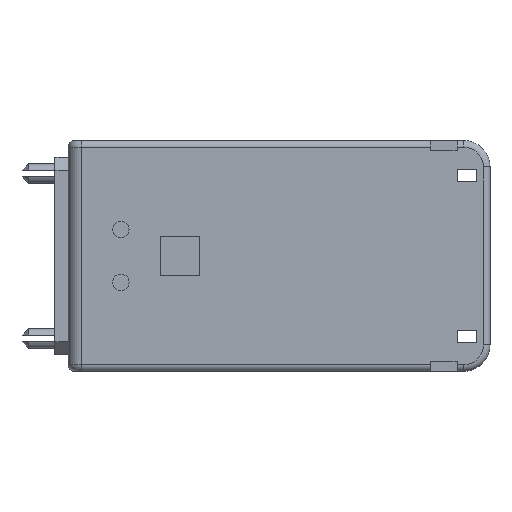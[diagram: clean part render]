
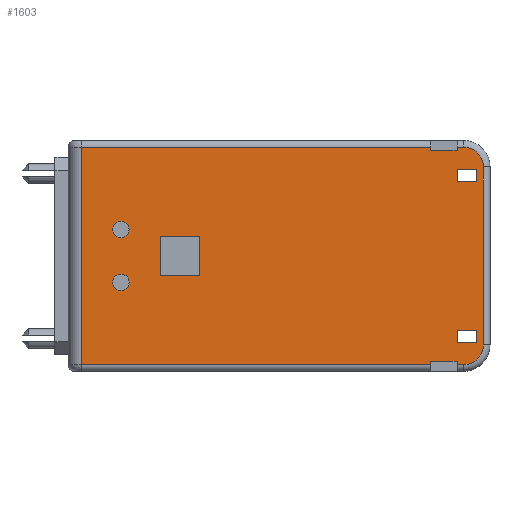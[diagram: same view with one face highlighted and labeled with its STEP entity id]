
A CAD part, top view. The second image highlights one B-rep face of the part: STEP entity #1603.
In plain terms, the highlighted planar face has unit normal (0, 0, 1).
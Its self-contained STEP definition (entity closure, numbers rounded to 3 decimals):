
#74=FACE_BOUND('',#290,.T.);
#75=FACE_BOUND('',#291,.T.);
#76=FACE_BOUND('',#292,.T.);
#77=FACE_BOUND('',#293,.T.);
#78=FACE_BOUND('',#294,.T.);
#115=CIRCLE('',#1731,3.);
#116=CIRCLE('',#1732,3.);
#117=CIRCLE('',#1733,1.25);
#118=CIRCLE('',#1734,1.25);
#187=FACE_OUTER_BOUND('',#289,.T.);
#289=EDGE_LOOP('',(#1255,#1256,#1257,#1258,#1259,#1260,#1261,#1262,#1263,
#1264,#1265,#1266,#1267,#1268));
#290=EDGE_LOOP('',(#1269,#1270,#1271,#1272));
#291=EDGE_LOOP('',(#1273,#1274,#1275,#1276));
#292=EDGE_LOOP('',(#1277));
#293=EDGE_LOOP('',(#1278));
#294=EDGE_LOOP('',(#1279,#1280,#1281,#1282));
#416=LINE('',#2501,#576);
#419=LINE('',#2576,#579);
#420=LINE('',#2580,#580);
#421=LINE('',#2582,#581);
#422=LINE('',#2584,#582);
#423=LINE('',#2586,#583);
#424=LINE('',#2590,#584);
#425=LINE('',#2594,#585);
#426=LINE('',#2596,#586);
#427=LINE('',#2598,#587);
#428=LINE('',#2600,#588);
#429=LINE('',#2601,#589);
#430=LINE('',#2604,#590);
#431=LINE('',#2606,#591);
#432=LINE('',#2608,#592);
#433=LINE('',#2609,#593);
#434=LINE('',#2612,#594);
#435=LINE('',#2614,#595);
#436=LINE('',#2616,#596);
#437=LINE('',#2617,#597);
#438=LINE('',#2624,#598);
#439=LINE('',#2626,#599);
#440=LINE('',#2628,#600);
#441=LINE('',#2629,#601);
#576=VECTOR('',#2008,10.);
#579=VECTOR('',#2031,10.);
#580=VECTOR('',#2036,10.);
#581=VECTOR('',#2037,10.);
#582=VECTOR('',#2038,10.);
#583=VECTOR('',#2039,10.);
#584=VECTOR('',#2042,10.);
#585=VECTOR('',#2045,10.);
#586=VECTOR('',#2046,10.);
#587=VECTOR('',#2047,10.);
#588=VECTOR('',#2048,10.);
#589=VECTOR('',#2049,10.);
#590=VECTOR('',#2050,10.);
#591=VECTOR('',#2051,10.);
#592=VECTOR('',#2052,10.);
#593=VECTOR('',#2053,10.);
#594=VECTOR('',#2054,10.);
#595=VECTOR('',#2055,10.);
#596=VECTOR('',#2056,10.);
#597=VECTOR('',#2057,10.);
#598=VECTOR('',#2062,10.);
#599=VECTOR('',#2063,10.);
#600=VECTOR('',#2064,10.);
#601=VECTOR('',#2065,10.);
#739=VERTEX_POINT('',#2498);
#740=VERTEX_POINT('',#2500);
#745=VERTEX_POINT('',#2575);
#746=VERTEX_POINT('',#2579);
#747=VERTEX_POINT('',#2581);
#748=VERTEX_POINT('',#2583);
#749=VERTEX_POINT('',#2585);
#750=VERTEX_POINT('',#2587);
#751=VERTEX_POINT('',#2589);
#752=VERTEX_POINT('',#2591);
#753=VERTEX_POINT('',#2593);
#754=VERTEX_POINT('',#2595);
#755=VERTEX_POINT('',#2597);
#756=VERTEX_POINT('',#2599);
#757=VERTEX_POINT('',#2602);
#758=VERTEX_POINT('',#2603);
#759=VERTEX_POINT('',#2605);
#760=VERTEX_POINT('',#2607);
#761=VERTEX_POINT('',#2610);
#762=VERTEX_POINT('',#2611);
#763=VERTEX_POINT('',#2613);
#764=VERTEX_POINT('',#2615);
#765=VERTEX_POINT('',#2618);
#766=VERTEX_POINT('',#2620);
#767=VERTEX_POINT('',#2622);
#768=VERTEX_POINT('',#2623);
#769=VERTEX_POINT('',#2625);
#770=VERTEX_POINT('',#2627);
#919=EDGE_CURVE('',#739,#740,#416,.T.);
#929=EDGE_CURVE('',#740,#745,#419,.T.);
#931=EDGE_CURVE('',#739,#746,#420,.T.);
#932=EDGE_CURVE('',#746,#747,#421,.T.);
#933=EDGE_CURVE('',#747,#748,#422,.T.);
#934=EDGE_CURVE('',#749,#748,#423,.T.);
#935=EDGE_CURVE('',#750,#749,#115,.T.);
#936=EDGE_CURVE('',#751,#750,#424,.T.);
#937=EDGE_CURVE('',#752,#751,#116,.T.);
#938=EDGE_CURVE('',#753,#752,#425,.T.);
#939=EDGE_CURVE('',#753,#754,#426,.T.);
#940=EDGE_CURVE('',#754,#755,#427,.T.);
#941=EDGE_CURVE('',#755,#756,#428,.T.);
#942=EDGE_CURVE('',#745,#756,#429,.T.);
#943=EDGE_CURVE('',#757,#758,#430,.T.);
#944=EDGE_CURVE('',#758,#759,#431,.T.);
#945=EDGE_CURVE('',#759,#760,#432,.T.);
#946=EDGE_CURVE('',#760,#757,#433,.T.);
#947=EDGE_CURVE('',#761,#762,#434,.T.);
#948=EDGE_CURVE('',#762,#763,#435,.T.);
#949=EDGE_CURVE('',#763,#764,#436,.T.);
#950=EDGE_CURVE('',#764,#761,#437,.T.);
#951=EDGE_CURVE('',#765,#765,#117,.T.);
#952=EDGE_CURVE('',#766,#766,#118,.T.);
#953=EDGE_CURVE('',#767,#768,#438,.T.);
#954=EDGE_CURVE('',#768,#769,#439,.T.);
#955=EDGE_CURVE('',#769,#770,#440,.T.);
#956=EDGE_CURVE('',#770,#767,#441,.T.);
#1255=ORIENTED_EDGE('',*,*,#919,.F.);
#1256=ORIENTED_EDGE('',*,*,#931,.T.);
#1257=ORIENTED_EDGE('',*,*,#932,.T.);
#1258=ORIENTED_EDGE('',*,*,#933,.T.);
#1259=ORIENTED_EDGE('',*,*,#934,.F.);
#1260=ORIENTED_EDGE('',*,*,#935,.F.);
#1261=ORIENTED_EDGE('',*,*,#936,.F.);
#1262=ORIENTED_EDGE('',*,*,#937,.F.);
#1263=ORIENTED_EDGE('',*,*,#938,.F.);
#1264=ORIENTED_EDGE('',*,*,#939,.T.);
#1265=ORIENTED_EDGE('',*,*,#940,.T.);
#1266=ORIENTED_EDGE('',*,*,#941,.T.);
#1267=ORIENTED_EDGE('',*,*,#942,.F.);
#1268=ORIENTED_EDGE('',*,*,#929,.F.);
#1269=ORIENTED_EDGE('',*,*,#943,.T.);
#1270=ORIENTED_EDGE('',*,*,#944,.T.);
#1271=ORIENTED_EDGE('',*,*,#945,.T.);
#1272=ORIENTED_EDGE('',*,*,#946,.T.);
#1273=ORIENTED_EDGE('',*,*,#947,.T.);
#1274=ORIENTED_EDGE('',*,*,#948,.T.);
#1275=ORIENTED_EDGE('',*,*,#949,.T.);
#1276=ORIENTED_EDGE('',*,*,#950,.T.);
#1277=ORIENTED_EDGE('',*,*,#951,.T.);
#1278=ORIENTED_EDGE('',*,*,#952,.T.);
#1279=ORIENTED_EDGE('',*,*,#953,.T.);
#1280=ORIENTED_EDGE('',*,*,#954,.T.);
#1281=ORIENTED_EDGE('',*,*,#955,.T.);
#1282=ORIENTED_EDGE('',*,*,#956,.T.);
#1526=PLANE('',#1730);
#1603=ADVANCED_FACE('',(#187,#74,#75,#76,#77,#78),#1526,.T.);
#1730=AXIS2_PLACEMENT_3D('',#2578,#2034,#2035);
#1731=AXIS2_PLACEMENT_3D('',#2588,#2040,#2041);
#1732=AXIS2_PLACEMENT_3D('',#2592,#2043,#2044);
#1733=AXIS2_PLACEMENT_3D('',#2619,#2058,#2059);
#1734=AXIS2_PLACEMENT_3D('',#2621,#2060,#2061);
#2008=DIRECTION('',(-1.,0.,0.));
#2031=DIRECTION('',(0.,1.,0.));
#2034=DIRECTION('center_axis',(0.,0.,1.));
#2035=DIRECTION('ref_axis',(1.,0.,0.));
#2036=DIRECTION('',(0.,1.,0.));
#2037=DIRECTION('',(1.,0.,0.));
#2038=DIRECTION('',(0.,-1.,0.));
#2039=DIRECTION('',(-1.,0.,0.));
#2040=DIRECTION('center_axis',(0.,0.,-1.));
#2041=DIRECTION('ref_axis',(0.707,-0.707,0.));
#2042=DIRECTION('',(0.,-1.,0.));
#2043=DIRECTION('center_axis',(0.,0.,-1.));
#2044=DIRECTION('ref_axis',(0.707,0.707,0.));
#2045=DIRECTION('',(1.,0.,0.));
#2046=DIRECTION('',(0.,-1.,0.));
#2047=DIRECTION('',(-1.,0.,0.));
#2048=DIRECTION('',(0.,1.,0.));
#2049=DIRECTION('',(1.,0.,0.));
#2050=DIRECTION('',(0.,-1.,0.));
#2051=DIRECTION('',(-1.,0.,0.));
#2052=DIRECTION('',(0.,1.,0.));
#2053=DIRECTION('',(1.,0.,0.));
#2054=DIRECTION('',(0.,-1.,0.));
#2055=DIRECTION('',(-1.,0.,0.));
#2056=DIRECTION('',(0.,1.,0.));
#2057=DIRECTION('',(1.,0.,0.));
#2058=DIRECTION('center_axis',(0.,0.,-1.));
#2059=DIRECTION('ref_axis',(-1.,0.,0.));
#2060=DIRECTION('center_axis',(0.,0.,-1.));
#2061=DIRECTION('ref_axis',(-1.,0.,0.));
#2062=DIRECTION('',(0.,-1.,0.));
#2063=DIRECTION('',(-1.,0.,0.));
#2064=DIRECTION('',(0.,1.,0.));
#2065=DIRECTION('',(1.,0.,0.));
#2498=CARTESIAN_POINT('',(57.,-16.5,8.));
#2500=CARTESIAN_POINT('',(4.,-16.5,8.));
#2501=CARTESIAN_POINT('',(17.456,-16.5,8.));
#2575=CARTESIAN_POINT('',(4.,16.5,8.));
#2576=CARTESIAN_POINT('',(4.,8.75,8.));
#2578=CARTESIAN_POINT('Origin',(32.913,0.,8.));
#2579=CARTESIAN_POINT('',(57.,-16.,8.));
#2580=CARTESIAN_POINT('',(57.,-8.75,8.));
#2581=CARTESIAN_POINT('',(61.,-16.,8.));
#2582=CARTESIAN_POINT('',(44.956,-16.,8.));
#2583=CARTESIAN_POINT('',(61.,-16.5,8.));
#2584=CARTESIAN_POINT('',(61.,-8.,8.));
#2585=CARTESIAN_POINT('',(62.,-16.5,8.));
#2586=CARTESIAN_POINT('',(17.456,-16.5,8.));
#2587=CARTESIAN_POINT('',(65.,-13.5,8.));
#2588=CARTESIAN_POINT('Origin',(62.,-13.5,8.));
#2589=CARTESIAN_POINT('',(65.,13.5,8.));
#2590=CARTESIAN_POINT('',(65.,-6.75,8.));
#2591=CARTESIAN_POINT('',(62.,16.5,8.));
#2592=CARTESIAN_POINT('Origin',(62.,13.5,8.));
#2593=CARTESIAN_POINT('',(61.,16.5,8.));
#2594=CARTESIAN_POINT('',(47.456,16.5,8.));
#2595=CARTESIAN_POINT('',(61.,16.,8.));
#2596=CARTESIAN_POINT('',(61.,8.75,8.));
#2597=CARTESIAN_POINT('',(57.,16.,8.));
#2598=CARTESIAN_POINT('',(46.956,16.,8.));
#2599=CARTESIAN_POINT('',(57.,16.5,8.));
#2600=CARTESIAN_POINT('',(57.,8.,8.));
#2601=CARTESIAN_POINT('',(47.456,16.5,8.));
#2602=CARTESIAN_POINT('',(64.,13.1,8.));
#2603=CARTESIAN_POINT('',(64.,11.3,8.));
#2604=CARTESIAN_POINT('',(64.,5.65,8.));
#2605=CARTESIAN_POINT('',(61.,11.3,8.));
#2606=CARTESIAN_POINT('',(46.956,11.3,8.));
#2607=CARTESIAN_POINT('',(61.,13.1,8.));
#2608=CARTESIAN_POINT('',(61.,6.55,8.));
#2609=CARTESIAN_POINT('',(48.456,13.1,8.));
#2610=CARTESIAN_POINT('',(64.,-11.3,8.));
#2611=CARTESIAN_POINT('',(64.,-13.1,8.));
#2612=CARTESIAN_POINT('',(64.,-6.55,8.));
#2613=CARTESIAN_POINT('',(61.,-13.1,8.));
#2614=CARTESIAN_POINT('',(46.956,-13.1,8.));
#2615=CARTESIAN_POINT('',(61.,-11.3,8.));
#2616=CARTESIAN_POINT('',(61.,-5.65,8.));
#2617=CARTESIAN_POINT('',(48.456,-11.3,8.));
#2618=CARTESIAN_POINT('',(11.25,-4.,8.));
#2619=CARTESIAN_POINT('Origin',(10.,-4.,8.));
#2620=CARTESIAN_POINT('',(11.25,4.,8.));
#2621=CARTESIAN_POINT('Origin',(10.,4.,8.));
#2622=CARTESIAN_POINT('',(22.,3.,8.));
#2623=CARTESIAN_POINT('',(22.,-3.,8.));
#2624=CARTESIAN_POINT('',(22.,-1.5,8.));
#2625=CARTESIAN_POINT('',(16.,-3.,8.));
#2626=CARTESIAN_POINT('',(24.456,-3.,8.));
#2627=CARTESIAN_POINT('',(16.,3.,8.));
#2628=CARTESIAN_POINT('',(16.,1.5,8.));
#2629=CARTESIAN_POINT('',(27.456,3.,8.));
